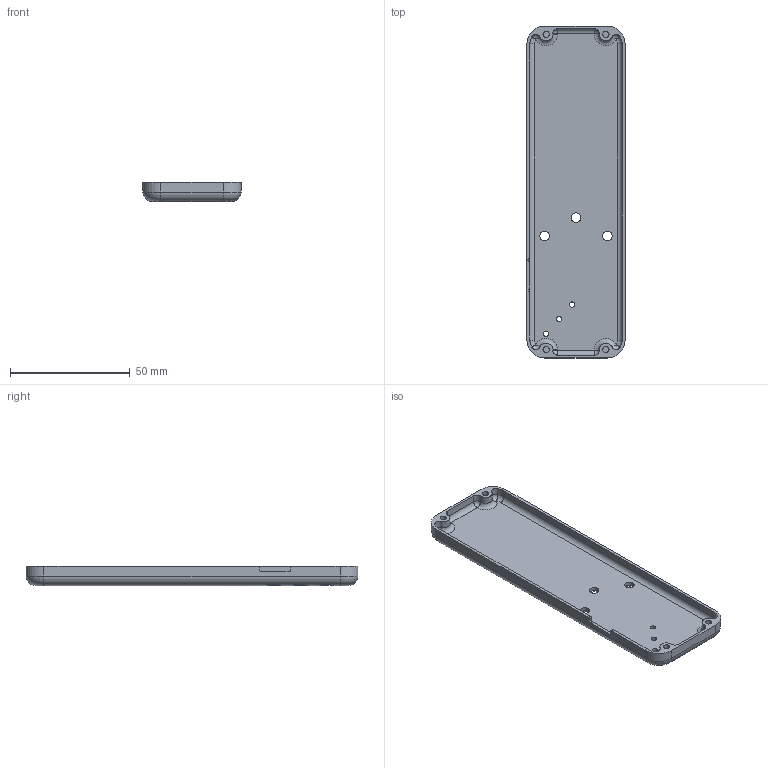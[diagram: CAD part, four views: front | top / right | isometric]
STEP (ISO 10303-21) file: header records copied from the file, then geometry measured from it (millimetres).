
FILE_DESCRIPTION (( 'STEP AP203' ), '1' );
FILE_NAME ('tampa.STEP', '2014-11-02T23:09:49', ( '' ), ( '' ), 'SwSTEP 2.0', 'SolidWorks 2013', '' );
FILE_SCHEMA (( 'CONFIG_CONTROL_DESIGN' ));
Length unit declared in the file: millimetre
Products named in the file (1): tampa
Bounding box: 41 x 138.8 x 8 mm (x, y, z)
Volume: 18104 mm3; surface area: 15354 mm2
Topology: 1 solids, 1 shells, 624 faces, 1667 edges, 1087 vertices
Faces by surface type: plane 341, bspline 180, cylinder 68, torus 20, sphere 10, cone 5
Entity records: 26903 total; most frequent: CARTESIAN_POINT 12475, ORIENTED_EDGE 3310, DIRECTION 2333, EDGE_CURVE 1655, LINE 1095, VECTOR 1095, VERTEX_POINT 1083, EDGE_LOOP 686
